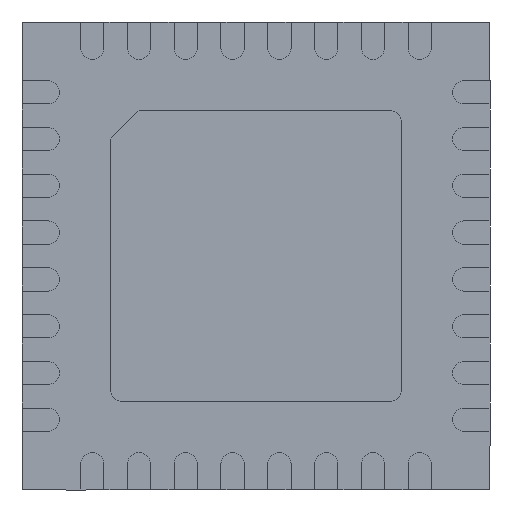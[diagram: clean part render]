
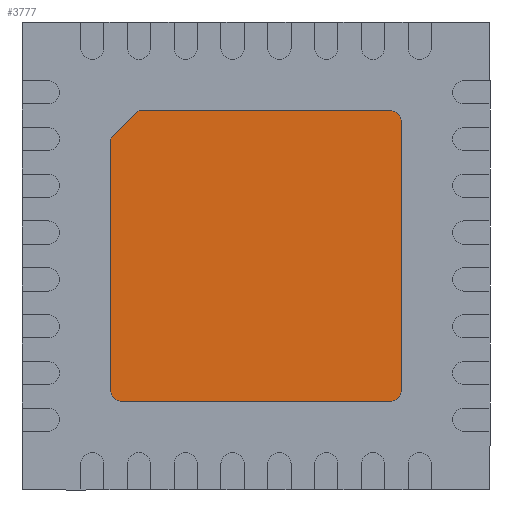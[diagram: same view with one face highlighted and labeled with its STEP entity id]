
A CAD part, front view. The second image highlights one B-rep face of the part: STEP entity #3777.
In plain terms, the highlighted planar face has unit normal (0, -1, 0).
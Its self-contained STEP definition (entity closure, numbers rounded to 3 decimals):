
#161 = CARTESIAN_POINT ( 'NONE',  ( -1.25, -0.05, 1.55 ) ) ;
#431 = EDGE_CURVE ( 'NONE', #4906, #3830, #10296, .T. ) ;
#522 = EDGE_CURVE ( 'NONE', #5828, #9724, #9767, .T. ) ;
#860 = FACE_OUTER_BOUND ( 'NONE', #8152, .T. ) ;
#888 = ORIENTED_EDGE ( 'NONE', *, *, #972, .F. ) ;
#933 = DIRECTION ( 'NONE',  ( 0., 0., 1. ) ) ;
#972 = EDGE_CURVE ( 'NONE', #3830, #4252, #5633, .T. ) ;
#1142 = VECTOR ( 'NONE', #6447, 1000. ) ;
#1144 = EDGE_CURVE ( 'NONE', #7552, #7749, #6987, .T. ) ;
#1226 = EDGE_CURVE ( 'NONE', #4252, #3843, #7816, .T. ) ;
#1332 = DIRECTION ( 'NONE',  ( 0., 1., 0. ) ) ;
#1591 = ORIENTED_EDGE ( 'NONE', *, *, #1144, .F. ) ;
#1893 = CARTESIAN_POINT ( 'NONE',  ( 0., -0.05, 0. ) ) ;
#2183 = AXIS2_PLACEMENT_3D ( 'NONE', #7612, #10993, #6744 ) ;
#2242 = CARTESIAN_POINT ( 'NONE',  ( -1.55, -0.05, 1.25 ) ) ;
#2427 = LINE ( 'NONE', #10291, #8109 ) ;
#2752 = DIRECTION ( 'NONE',  ( 0., 1., 0. ) ) ;
#3198 = AXIS2_PLACEMENT_3D ( 'NONE', #4898, #1332, #7340 ) ;
#3257 = CARTESIAN_POINT ( 'NONE',  ( 1.55, -0.05, -1.45 ) ) ;
#3762 = VECTOR ( 'NONE', #10702, 1000. ) ;
#3777 = ADVANCED_FACE ( 'NONE', ( #860 ), #8754, .F. ) ;
#3830 = VERTEX_POINT ( 'NONE', #161 ) ;
#3831 = CARTESIAN_POINT ( 'NONE',  ( 1.45, -0.05, 1.55 ) ) ;
#3843 = VERTEX_POINT ( 'NONE', #4637 ) ;
#3846 = VECTOR ( 'NONE', #7447, 1000. ) ;
#4110 = ORIENTED_EDGE ( 'NONE', *, *, #522, .F. ) ;
#4252 = VERTEX_POINT ( 'NONE', #5047 ) ;
#4324 = DIRECTION ( 'NONE',  ( -1., 0., 0. ) ) ;
#4331 = DIRECTION ( 'NONE',  ( 0., 1., 0. ) ) ;
#4481 = VECTOR ( 'NONE', #7652, 1000. ) ;
#4608 = LINE ( 'NONE', #6904, #4481 ) ;
#4637 = CARTESIAN_POINT ( 'NONE',  ( 1.55, -0.05, 1.45 ) ) ;
#4708 = CARTESIAN_POINT ( 'NONE',  ( -1.55, -0.05, -1.45 ) ) ;
#4898 = CARTESIAN_POINT ( 'NONE',  ( -1.45, -0.05, -1.45 ) ) ;
#4906 = VERTEX_POINT ( 'NONE', #6015 ) ;
#5047 = CARTESIAN_POINT ( 'NONE',  ( 1.45, -0.05, 1.55 ) ) ;
#5633 = LINE ( 'NONE', #3831, #3762 ) ;
#5766 = AXIS2_PLACEMENT_3D ( 'NONE', #8763, #4331, #933 ) ;
#5828 = VERTEX_POINT ( 'NONE', #3257 ) ;
#6015 = CARTESIAN_POINT ( 'NONE',  ( -1.55, -0.05, 1.25 ) ) ;
#6121 = LINE ( 'NONE', #2242, #3846 ) ;
#6447 = DIRECTION ( 'NONE',  ( 0.707, 0., 0.707 ) ) ;
#6707 = AXIS2_PLACEMENT_3D ( 'NONE', #1893, #2752, #8795 ) ;
#6744 = DIRECTION ( 'NONE',  ( 0., 0., 1. ) ) ;
#6904 = CARTESIAN_POINT ( 'NONE',  ( 1.55, -0.05, -1.45 ) ) ;
#6987 = CIRCLE ( 'NONE', #3198, 0.1 ) ;
#7065 = CARTESIAN_POINT ( 'NONE',  ( -1.45, -0.05, -1.55 ) ) ;
#7234 = ORIENTED_EDGE ( 'NONE', *, *, #1226, .F. ) ;
#7340 = DIRECTION ( 'NONE',  ( 0., 0., 1. ) ) ;
#7447 = DIRECTION ( 'NONE',  ( 0., 0., 1. ) ) ;
#7552 = VERTEX_POINT ( 'NONE', #7065 ) ;
#7612 = CARTESIAN_POINT ( 'NONE',  ( 1.45, -0.05, 1.45 ) ) ;
#7652 = DIRECTION ( 'NONE',  ( 0., 0., -1. ) ) ;
#7749 = VERTEX_POINT ( 'NONE', #4708 ) ;
#7816 = CIRCLE ( 'NONE', #2183, 0.1 ) ;
#8109 = VECTOR ( 'NONE', #4324, 1000. ) ;
#8152 = EDGE_LOOP ( 'NONE', ( #8628, #4110, #10837, #7234, #888, #9800, #8972, #1591 ) ) ;
#8451 = EDGE_CURVE ( 'NONE', #3843, #5828, #4608, .T. ) ;
#8628 = ORIENTED_EDGE ( 'NONE', *, *, #9081, .F. ) ;
#8754 = PLANE ( 'NONE',  #6707 ) ;
#8763 = CARTESIAN_POINT ( 'NONE',  ( 1.45, -0.05, -1.45 ) ) ;
#8795 = DIRECTION ( 'NONE',  ( 0., 0., 1. ) ) ;
#8972 = ORIENTED_EDGE ( 'NONE', *, *, #11010, .F. ) ;
#9007 = CARTESIAN_POINT ( 'NONE',  ( 1.45, -0.05, -1.55 ) ) ;
#9081 = EDGE_CURVE ( 'NONE', #9724, #7552, #2427, .T. ) ;
#9724 = VERTEX_POINT ( 'NONE', #9007 ) ;
#9767 = CIRCLE ( 'NONE', #5766, 0.1 ) ;
#9800 = ORIENTED_EDGE ( 'NONE', *, *, #431, .F. ) ;
#9869 = CARTESIAN_POINT ( 'NONE',  ( -1.25, -0.05, 1.55 ) ) ;
#10291 = CARTESIAN_POINT ( 'NONE',  ( -1.45, -0.05, -1.55 ) ) ;
#10296 = LINE ( 'NONE', #9869, #1142 ) ;
#10702 = DIRECTION ( 'NONE',  ( 1., 0., 0. ) ) ;
#10837 = ORIENTED_EDGE ( 'NONE', *, *, #8451, .F. ) ;
#10993 = DIRECTION ( 'NONE',  ( 0., 1., 0. ) ) ;
#11010 = EDGE_CURVE ( 'NONE', #7749, #4906, #6121, .T. ) ;
